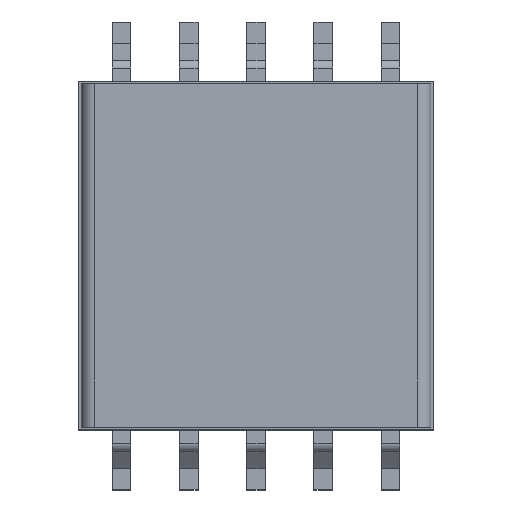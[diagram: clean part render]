
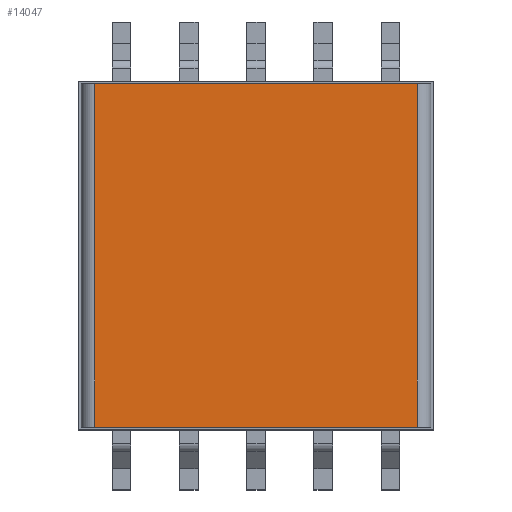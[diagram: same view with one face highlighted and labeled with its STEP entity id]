
A CAD part, top view. The second image highlights one B-rep face of the part: STEP entity #14047.
In plain terms, the highlighted face is planar.
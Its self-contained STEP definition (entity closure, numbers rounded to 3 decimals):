
#1255=LINE('',#21953,#2032);
#1271=LINE('',#21988,#2048);
#1272=LINE('',#21991,#2049);
#1273=LINE('',#21992,#2050);
#2032=VECTOR('',#18212,1000.);
#2048=VECTOR('',#18244,1000.);
#2049=VECTOR('',#18245,1000.);
#2050=VECTOR('',#18246,1000.);
#4883=ORIENTED_EDGE('',*,*,#6327,.T.);
#4884=ORIENTED_EDGE('',*,*,#6328,.T.);
#4885=ORIENTED_EDGE('',*,*,#6310,.T.);
#4886=ORIENTED_EDGE('',*,*,#6329,.T.);
#6310=EDGE_CURVE('',#7155,#7154,#1255,.T.);
#6327=EDGE_CURVE('',#7166,#7167,#1271,.T.);
#6328=EDGE_CURVE('',#7167,#7155,#1272,.T.);
#6329=EDGE_CURVE('',#7154,#7166,#1273,.T.);
#7154=VERTEX_POINT('',#21952);
#7155=VERTEX_POINT('',#21954);
#7166=VERTEX_POINT('',#21989);
#7167=VERTEX_POINT('',#21990);
#8351=EDGE_LOOP('',(#4883,#4884,#4885,#4886));
#8972=FACE_BOUND('',#8351,.T.);
#9188=PLANE('',#15195);
#14047=ADVANCED_FACE('',(#8972),#9188,.T.);
#15195=AXIS2_PLACEMENT_3D('',#21987,#18242,#18243);
#18212=DIRECTION('',(0.,0.,1.));
#18242=DIRECTION('',(0.,1.,0.));
#18243=DIRECTION('',(0.,0.,-1.));
#18244=DIRECTION('',(0.,0.,-1.));
#18245=DIRECTION('',(-1.,0.,0.));
#18246=DIRECTION('',(1.,0.,0.));
#21952=CARTESIAN_POINT('',(-15.505,13.81,-0.985));
#21953=CARTESIAN_POINT('',(-15.505,13.81,-13.485));
#21954=CARTESIAN_POINT('',(-15.505,13.81,-12.985));
#21987=CARTESIAN_POINT('',(-2.745,13.81,-0.485));
#21988=CARTESIAN_POINT('',(-2.745,13.81,-0.485));
#21989=CARTESIAN_POINT('',(-2.745,13.81,-0.985));
#21990=CARTESIAN_POINT('',(-2.745,13.81,-12.985));
#21991=CARTESIAN_POINT('',(-2.745,13.81,-12.985));
#21992=CARTESIAN_POINT('',(-2.745,13.81,-0.985));
